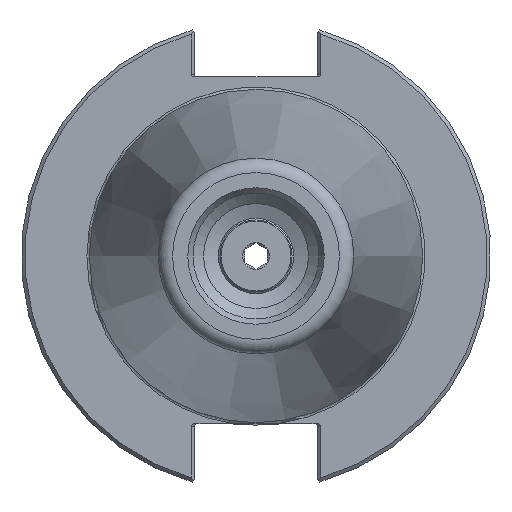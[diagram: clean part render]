
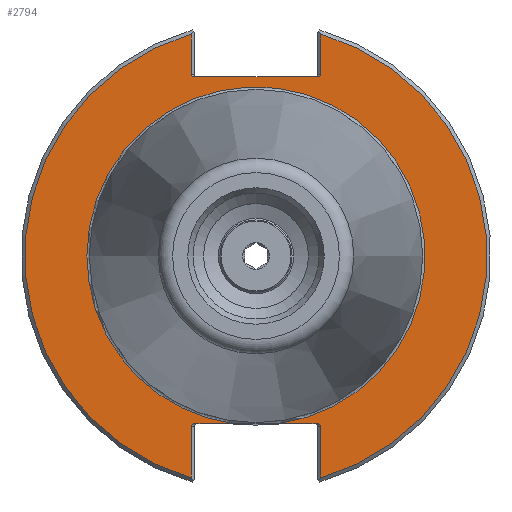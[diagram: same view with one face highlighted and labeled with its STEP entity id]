
A CAD part, left-side view. The second image highlights one B-rep face of the part: STEP entity #2794.
In plain terms, the highlighted planar face has unit normal (-1, 0, 0).
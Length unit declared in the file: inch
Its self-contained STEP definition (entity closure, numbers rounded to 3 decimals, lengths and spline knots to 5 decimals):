
#113=ELLIPSE('',#2983,0.02828,0.02);
#114=ELLIPSE('',#2987,0.02828,0.02);
#117=ELLIPSE('',#2997,0.02828,0.02);
#118=ELLIPSE('',#3001,0.02828,0.02);
#124=LINE('',#4103,#260);
#135=LINE('',#4143,#271);
#143=LINE('',#4173,#279);
#161=LINE('',#4241,#297);
#167=LINE('',#4266,#303);
#177=LINE('',#4331,#313);
#178=LINE('',#4334,#314);
#260=VECTOR('',#3340,1.00843);
#271=VECTOR('',#3365,0.33367);
#279=VECTOR('',#3385,0.42867);
#297=VECTOR('',#3419,0.42867);
#303=VECTOR('',#3437,0.33367);
#313=VECTOR('',#3471,0.32163);
#314=VECTOR('',#3474,0.32163);
#444=PLANE('',#3017);
#650=FACE_OUTER_BOUND('',#851,.T.);
#851=EDGE_LOOP('',(#2036,#2037,#2038,#2039,#2040,#2041,#2042,#2043,#2044,
#2045,#2046,#2047,#2048,#2049));
#1059=CIRCLE('',#3016,1.9075);
#1060=CIRCLE('',#3018,1.395);
#1061=CIRCLE('',#3019,1.9075);
#1231=VERTEX_POINT('',#4100);
#1232=VERTEX_POINT('',#4102);
#1235=VERTEX_POINT('',#4112);
#1245=VERTEX_POINT('',#4142);
#1247=VERTEX_POINT('',#4150);
#1248=VERTEX_POINT('',#4151);
#1255=VERTEX_POINT('',#4169);
#1268=VERTEX_POINT('',#4208);
#1269=VERTEX_POINT('',#4210);
#1279=VERTEX_POINT('',#4240);
#1282=VERTEX_POINT('',#4249);
#1286=VERTEX_POINT('',#4262);
#1302=VERTEX_POINT('',#4330);
#1303=VERTEX_POINT('',#4332);
#1502=EDGE_CURVE('',#1232,#1231,#124,.T.);
#1507=EDGE_CURVE('',#1232,#1235,#113,.T.);
#1519=EDGE_CURVE('',#1235,#1245,#135,.T.);
#1522=EDGE_CURVE('',#1247,#1248,#114,.T.);
#1532=EDGE_CURVE('',#1255,#1247,#143,.T.);
#1547=EDGE_CURVE('',#1268,#1269,#117,.T.);
#1559=EDGE_CURVE('',#1269,#1279,#161,.T.);
#1563=EDGE_CURVE('',#1282,#1231,#118,.T.);
#1570=EDGE_CURVE('',#1286,#1282,#167,.T.);
#1592=EDGE_CURVE('',#1279,#1286,#1059,.T.);
#1594=EDGE_CURVE('',#1268,#1302,#177,.T.);
#1595=EDGE_CURVE('',#1303,#1302,#1060,.T.);
#1596=EDGE_CURVE('',#1303,#1248,#178,.T.);
#1597=EDGE_CURVE('',#1245,#1255,#1061,.T.);
#2036=ORIENTED_EDGE('',*,*,#1594,.T.);
#2037=ORIENTED_EDGE('',*,*,#1595,.F.);
#2038=ORIENTED_EDGE('',*,*,#1596,.T.);
#2039=ORIENTED_EDGE('',*,*,#1522,.F.);
#2040=ORIENTED_EDGE('',*,*,#1532,.F.);
#2041=ORIENTED_EDGE('',*,*,#1597,.F.);
#2042=ORIENTED_EDGE('',*,*,#1519,.F.);
#2043=ORIENTED_EDGE('',*,*,#1507,.F.);
#2044=ORIENTED_EDGE('',*,*,#1502,.T.);
#2045=ORIENTED_EDGE('',*,*,#1563,.F.);
#2046=ORIENTED_EDGE('',*,*,#1570,.F.);
#2047=ORIENTED_EDGE('',*,*,#1592,.F.);
#2048=ORIENTED_EDGE('',*,*,#1559,.F.);
#2049=ORIENTED_EDGE('',*,*,#1547,.F.);
#2794=ADVANCED_FACE('',(#650),#444,.T.);
#2983=AXIS2_PLACEMENT_3D('',#4113,#3351,#3352);
#2987=AXIS2_PLACEMENT_3D('',#4152,#3369,#3370);
#2997=AXIS2_PLACEMENT_3D('',#4211,#3405,#3406);
#3001=AXIS2_PLACEMENT_3D('',#4251,#3424,#3425);
#3016=AXIS2_PLACEMENT_3D('',#4325,#3467,#3468);
#3017=AXIS2_PLACEMENT_3D('',#4329,#3469,#3470);
#3018=AXIS2_PLACEMENT_3D('',#4333,#3472,#3473);
#3019=AXIS2_PLACEMENT_3D('',#4335,#3475,#3476);
#3340=DIRECTION('',(0.,1.,0.));
#3351=DIRECTION('center_axis',(-1.,0.,0.));
#3352=DIRECTION('ref_axis',(0.,-1.,0.));
#3365=DIRECTION('',(0.,0.,1.));
#3369=DIRECTION('center_axis',(-1.,0.,0.));
#3370=DIRECTION('ref_axis',(0.,-1.,0.));
#3385=DIRECTION('',(0.,0.,1.));
#3405=DIRECTION('center_axis',(-1.,0.,0.));
#3406=DIRECTION('ref_axis',(0.,1.,0.));
#3419=DIRECTION('',(0.,0.,-1.));
#3424=DIRECTION('center_axis',(-1.,0.,0.));
#3425=DIRECTION('ref_axis',(0.,1.,0.));
#3437=DIRECTION('',(0.,0.,-1.));
#3467=DIRECTION('center_axis',(1.,0.,0.));
#3468=DIRECTION('ref_axis',(0.,1.,0.));
#3469=DIRECTION('center_axis',(-1.,0.,0.));
#3470=DIRECTION('ref_axis',(0.,0.,1.));
#3471=DIRECTION('',(0.,-1.,0.));
#3472=DIRECTION('center_axis',(-1.,0.,0.));
#3473=DIRECTION('ref_axis',(0.,-1.,0.));
#3474=DIRECTION('',(0.,-1.,0.));
#3475=DIRECTION('center_axis',(1.,0.,0.));
#3476=DIRECTION('ref_axis',(0.,-1.,0.));
#4100=CARTESIAN_POINT('',(0.125,0.50422,1.478));
#4102=CARTESIAN_POINT('',(0.125,-0.50422,1.478));
#4103=CARTESIAN_POINT('',(0.125,0.82813,1.478));
#4112=CARTESIAN_POINT('',(0.125,-0.5325,1.498));
#4113=CARTESIAN_POINT('Origin',(0.125,-0.50422,1.498));
#4142=CARTESIAN_POINT('',(0.125,-0.5325,1.83167));
#4143=CARTESIAN_POINT('',(0.125,-0.5325,0.739));
#4150=CARTESIAN_POINT('',(0.125,-0.5325,-1.403));
#4151=CARTESIAN_POINT('',(0.125,-0.50422,-1.383));
#4152=CARTESIAN_POINT('Origin',(0.125,-0.50422,-1.403));
#4169=CARTESIAN_POINT('',(0.125,-0.5325,-1.83167));
#4173=CARTESIAN_POINT('',(0.125,-0.5325,-0.6915));
#4208=CARTESIAN_POINT('',(0.125,0.50422,-1.383));
#4210=CARTESIAN_POINT('',(0.125,0.5325,-1.403));
#4211=CARTESIAN_POINT('Origin',(0.125,0.50422,-1.403));
#4240=CARTESIAN_POINT('',(0.125,0.5325,-1.83167));
#4241=CARTESIAN_POINT('',(0.125,0.5325,-0.6915));
#4249=CARTESIAN_POINT('',(0.125,0.5325,1.498));
#4251=CARTESIAN_POINT('Origin',(0.125,0.50422,1.498));
#4262=CARTESIAN_POINT('',(0.125,0.5325,1.83167));
#4266=CARTESIAN_POINT('',(0.125,0.5325,0.739));
#4325=CARTESIAN_POINT('Origin',(0.125,0.,0.));
#4329=CARTESIAN_POINT('Origin',(0.125,1.65625,0.));
#4330=CARTESIAN_POINT('',(0.125,0.18258,-1.383));
#4331=CARTESIAN_POINT('',(0.125,0.82813,-1.383));
#4332=CARTESIAN_POINT('',(0.125,-0.18258,-1.383));
#4333=CARTESIAN_POINT('Origin',(0.125,0.,0.));
#4334=CARTESIAN_POINT('',(0.125,0.82813,-1.383));
#4335=CARTESIAN_POINT('Origin',(0.125,0.,0.));
